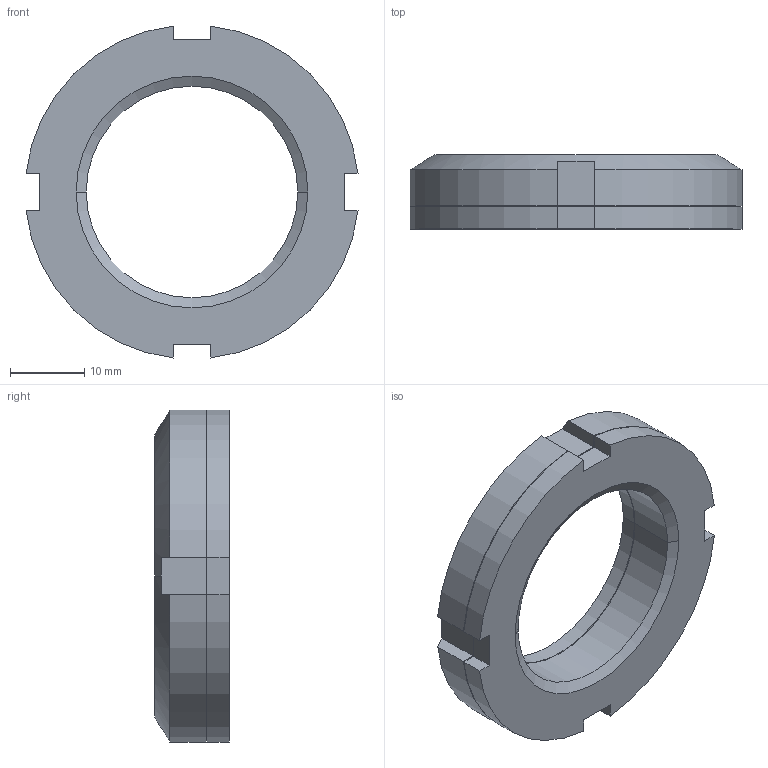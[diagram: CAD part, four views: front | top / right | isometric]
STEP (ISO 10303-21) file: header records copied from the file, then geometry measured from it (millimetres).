
FILE_DESCRIPTION((''),'2;1');
FILE_NAME('1RTHN0303____0','2019-10-29T15:30:54',('kim.bk'),(''),'CREO PARAMETRIC BY PTC INC, 2019010','CREO PARAMETRIC BY PTC INC, 2019010','');
FILE_SCHEMA(('CONFIG_CONTROL_DESIGN'));
Length unit declared in the file: millimetre
Products named in the file (1): 1RTHN0303____0
Bounding box: 44.72 x 10 x 44.72 mm (x, y, z)
Volume: 8520 mm3; surface area: 6546.9 mm2
Topology: 2 solids, 2 shells, 416 faces, 1175 edges, 782 vertices
Faces by surface type: plane 394, cylinder 12, cone 10
Entity records: 13273 total; most frequent: CARTESIAN_POINT 2425, ORIENTED_EDGE 2350, DIRECTION 2031, EDGE_CURVE 1175, VECTOR 1123, LINE 1123, VERTEX_POINT 782, AXIS2_PLACEMENT_3D 454
